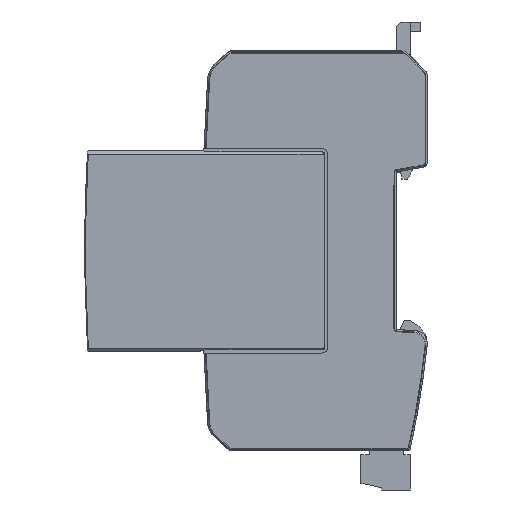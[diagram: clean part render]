
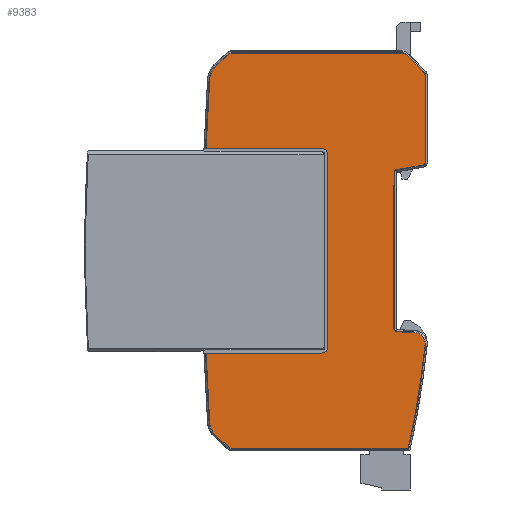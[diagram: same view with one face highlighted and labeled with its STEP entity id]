
A CAD part, left-side view. The second image highlights one B-rep face of the part: STEP entity #9383.
In plain terms, the highlighted planar face has unit normal (-1, 0, 0).
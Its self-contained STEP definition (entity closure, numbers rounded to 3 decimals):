
#2341=DIRECTION('',(0.,-0.935,0.356));
#2342=VECTOR('',#2341,0.445);
#2343=CARTESIAN_POINT('',(-9.,44.54,44.344));
#2344=LINE('',#2343,#2342);
#2348=CARTESIAN_POINT('',(-9.,5.764,42.982));
#2349=DIRECTION('',(1.,0.,0.));
#2350=DIRECTION('',(0.,0.,1.));
#2351=AXIS2_PLACEMENT_3D('',#2348,#2349,#2350);
#2356=CARTESIAN_POINT('',(-9.,45.,-0.015));
#2357=DIRECTION('',(1.,0.,0.));
#2358=DIRECTION('',(0.,-0.674,0.739));
#2359=AXIS2_PLACEMENT_3D('',#2356,#2357,#2358);
#2364=CARTESIAN_POINT('',(-9.,1.496,39.407));
#2365=DIRECTION('',(1.,0.,0.));
#2366=DIRECTION('',(0.,-0.741,0.671));
#2367=AXIS2_PLACEMENT_3D('',#2364,#2365,#2366);
#2372=CARTESIAN_POINT('',(-9.,0.998,19.804));
#2373=DIRECTION('',(1.,0.,0.));
#2374=DIRECTION('',(0.,-1.,0.));
#2375=AXIS2_PLACEMENT_3D('',#2372,#2373,#2374);
#2380=DIRECTION('',(0.,0.985,-0.174));
#2381=VECTOR('',#2380,6.101);
#2382=CARTESIAN_POINT('',(-9.,0.908,19.295));
#2383=LINE('',#2382,#2381);
#2387=CARTESIAN_POINT('',(-9.,6.798,17.564));
#2388=DIRECTION('',(-1.,0.,0.));
#2389=DIRECTION('',(0.,0.174,0.985));
#2390=AXIS2_PLACEMENT_3D('',#2387,#2388,#2389);
#2395=CARTESIAN_POINT('',(-9.,6.802,-17.579));
#2396=DIRECTION('',(-1.,0.,0.));
#2397=DIRECTION('',(0.,1.,0.));
#2398=AXIS2_PLACEMENT_3D('',#2395,#2396,#2397);
#2403=DIRECTION('',(0.,-0.999,-0.052));
#2404=VECTOR('',#2403,3.973);
#2405=CARTESIAN_POINT('',(-9.,6.837,-18.26));
#2406=LINE('',#2405,#2404);
#2410=CARTESIAN_POINT('',(-9.,3.002,-20.982));
#2411=DIRECTION('',(1.,0.,0.));
#2412=DIRECTION('',(0.,-0.052,0.999));
#2413=AXIS2_PLACEMENT_3D('',#2410,#2411,#2412);
#2418=CARTESIAN_POINT('',(-9.,198.975,-0.892));
#2419=DIRECTION('',(1.,0.,0.));
#2420=DIRECTION('',(0.,-0.995,-0.102));
#2421=AXIS2_PLACEMENT_3D('',#2418,#2419,#2420);
#2426=DIRECTION('',(0.,1.,0.));
#2427=VECTOR('',#2426,39.822);
#2428=CARTESIAN_POINT('',(-9.,4.29,-44.536));
#2429=LINE('',#2428,#2427);
#2433=DIRECTION('',(0.,0.935,0.356));
#2434=VECTOR('',#2433,0.465);
#2435=CARTESIAN_POINT('',(-9.,44.112,-44.54));
#2436=LINE('',#2435,#2434);
#2440=DIRECTION('',(0.,0.748,0.663));
#2441=VECTOR('',#2440,4.168);
#2442=CARTESIAN_POINT('',(-9.,44.546,-44.374));
#2443=LINE('',#2442,#2441);
#2447=CARTESIAN_POINT('',(-9.,44.476,-38.409));
#2448=DIRECTION('',(1.,0.,0.));
#2449=DIRECTION('',(0.,0.706,-0.708));
#2450=AXIS2_PLACEMENT_3D('',#2447,#2448,#2449);
#2455=DIRECTION('',(0.,0.052,0.999));
#2456=VECTOR('',#2455,15.556);
#2457=CARTESIAN_POINT('',(-9.,48.987,-38.643));
#2458=LINE('',#2457,#2456);
#2462=DIRECTION('',(0.,-1.,0.002));
#2463=VECTOR('',#2462,26.092);
#2464=CARTESIAN_POINT('',(-9.,49.792,-23.107));
#2465=LINE('',#2464,#2463);
#2469=CARTESIAN_POINT('',(-9.,23.702,-21.764));
#2470=DIRECTION('',(-1.,0.,0.));
#2471=DIRECTION('',(0.,-0.002,-1.));
#2472=AXIS2_PLACEMENT_3D('',#2469,#2470,#2471);
#2477=CARTESIAN_POINT('',(-9.,23.698,21.731));
#2478=DIRECTION('',(-1.,0.,0.));
#2479=DIRECTION('',(0.,-1.,0.));
#2480=AXIS2_PLACEMENT_3D('',#2477,#2478,#2479);
#2485=DIRECTION('',(0.,1.,0.002));
#2486=VECTOR('',#2485,26.091);
#2487=CARTESIAN_POINT('',(-9.,23.697,23.031));
#2488=LINE('',#2487,#2486);
#2492=DIRECTION('',(0.,-0.051,0.999));
#2493=VECTOR('',#2492,15.543);
#2494=CARTESIAN_POINT('',(-9.,49.788,23.079));
#2495=LINE('',#2494,#2493);
#2499=CARTESIAN_POINT('',(-9.,44.48,38.369));
#2500=DIRECTION('',(1.,0.,0.));
#2501=DIRECTION('',(0.,0.999,0.051));
#2502=AXIS2_PLACEMENT_3D('',#2499,#2500,#2501);
#2507=DIRECTION('',(0.,-0.75,0.662));
#2508=VECTOR('',#2507,3.911);
#2509=CARTESIAN_POINT('',(-9.,47.471,41.755));
#2510=LINE('',#2509,#2508);
#2626=DIRECTION('',(0.,0.,-1.));
#2627=VECTOR('',#2626,43.493);
#2628=CARTESIAN_POINT('',(-9.,22.398,21.731));
#2629=LINE('',#2628,#2627);
#7083=DIRECTION('',(0.,0.,1.));
#7084=VECTOR('',#7083,35.142);
#7085=CARTESIAN_POINT('',(-9.,7.484,-17.579));
#7086=LINE('',#7085,#7084);
#7180=DIRECTION('',(0.,0.,1.));
#7181=VECTOR('',#7180,19.602);
#7182=CARTESIAN_POINT('',(-9.,0.481,19.804));
#7183=LINE('',#7182,#7181);
#7278=DIRECTION('',(0.,1.,0.));
#7279=VECTOR('',#7278,38.36);
#7280=CARTESIAN_POINT('',(-9.,5.763,44.499));
#7281=LINE('',#7280,#7279);
#7912=CARTESIAN_POINT('',(-9.,0.498,-21.239));
#7913=CARTESIAN_POINT('',(-9.,4.29,-44.536));
#7914=VERTEX_POINT('',#7912);
#7915=VERTEX_POINT('',#7913);
#7916=CARTESIAN_POINT('',(-9.,44.54,44.344));
#7917=CARTESIAN_POINT('',(-9.,44.124,44.502));
#7918=VERTEX_POINT('',#7916);
#7919=VERTEX_POINT('',#7917);
#7920=CARTESIAN_POINT('',(-9.,5.763,44.499));
#7921=VERTEX_POINT('',#7920);
#7922=CARTESIAN_POINT('',(-9.,4.741,44.102));
#7923=VERTEX_POINT('',#7922);
#7924=CARTESIAN_POINT('',(-9.,0.742,40.09));
#7925=VERTEX_POINT('',#7924);
#7926=CARTESIAN_POINT('',(-9.,0.479,39.407));
#7927=VERTEX_POINT('',#7926);
#7928=CARTESIAN_POINT('',(-9.,0.481,19.804));
#7929=VERTEX_POINT('',#7928);
#7930=CARTESIAN_POINT('',(-9.,0.908,19.295));
#7931=VERTEX_POINT('',#7930);
#7932=CARTESIAN_POINT('',(-9.,6.917,18.236));
#7933=VERTEX_POINT('',#7932);
#7934=CARTESIAN_POINT('',(-9.,7.481,17.564));
#7935=VERTEX_POINT('',#7934);
#7936=CARTESIAN_POINT('',(-9.,7.484,-17.579));
#7937=VERTEX_POINT('',#7936);
#7938=CARTESIAN_POINT('',(-9.,6.837,-18.26));
#7939=VERTEX_POINT('',#7938);
#7940=CARTESIAN_POINT('',(-9.,2.87,-18.469));
#7941=VERTEX_POINT('',#7940);
#7942=CARTESIAN_POINT('',(-9.,44.112,-44.54));
#7943=VERTEX_POINT('',#7942);
#7944=CARTESIAN_POINT('',(-9.,44.546,-44.374));
#7945=VERTEX_POINT('',#7944);
#7946=CARTESIAN_POINT('',(-9.,47.665,-41.609));
#7947=VERTEX_POINT('',#7946);
#7948=CARTESIAN_POINT('',(-9.,48.987,-38.643));
#7949=VERTEX_POINT('',#7948);
#7950=CARTESIAN_POINT('',(-9.,49.792,-23.107));
#7951=VERTEX_POINT('',#7950);
#7952=CARTESIAN_POINT('',(-9.,23.7,-23.064));
#7953=VERTEX_POINT('',#7952);
#7954=CARTESIAN_POINT('',(-9.,22.402,-21.762));
#7955=VERTEX_POINT('',#7954);
#7956=CARTESIAN_POINT('',(-9.,22.398,21.731));
#7957=VERTEX_POINT('',#7956);
#7958=CARTESIAN_POINT('',(-9.,23.697,23.031));
#7959=VERTEX_POINT('',#7958);
#7960=CARTESIAN_POINT('',(-9.,49.788,23.079));
#7961=VERTEX_POINT('',#7960);
#7962=CARTESIAN_POINT('',(-9.,48.992,38.601));
#7963=VERTEX_POINT('',#7962);
#7964=CARTESIAN_POINT('',(-9.,47.471,41.755));
#7965=VERTEX_POINT('',#7964);
#9323=CARTESIAN_POINT('',(-9.,56.3,1.161));
#9324=DIRECTION('',(1.,0.,0.));
#9325=DIRECTION('',(0.,0.,-1.));
#9326=AXIS2_PLACEMENT_3D('',#9323,#9324,#9325);
#9327=PLANE('',#9326);
#9329=ORIENTED_EDGE('',*,*,#9328,.T.);
#9331=ORIENTED_EDGE('',*,*,#9330,.F.);
#9333=ORIENTED_EDGE('',*,*,#9332,.T.);
#9335=ORIENTED_EDGE('',*,*,#9334,.T.);
#9337=ORIENTED_EDGE('',*,*,#9336,.T.);
#9339=ORIENTED_EDGE('',*,*,#9338,.F.);
#9341=ORIENTED_EDGE('',*,*,#9340,.T.);
#9343=ORIENTED_EDGE('',*,*,#9342,.T.);
#9345=ORIENTED_EDGE('',*,*,#9344,.T.);
#9347=ORIENTED_EDGE('',*,*,#9346,.F.);
#9349=ORIENTED_EDGE('',*,*,#9348,.T.);
#9351=ORIENTED_EDGE('',*,*,#9350,.T.);
#9353=ORIENTED_EDGE('',*,*,#9352,.T.);
#9354=ORIENTED_EDGE('',*,*,#9313,.T.);
#9356=ORIENTED_EDGE('',*,*,#9355,.T.);
#9358=ORIENTED_EDGE('',*,*,#9357,.T.);
#9360=ORIENTED_EDGE('',*,*,#9359,.T.);
#9362=ORIENTED_EDGE('',*,*,#9361,.T.);
#9364=ORIENTED_EDGE('',*,*,#9363,.T.);
#9366=ORIENTED_EDGE('',*,*,#9365,.T.);
#9368=ORIENTED_EDGE('',*,*,#9367,.T.);
#9370=ORIENTED_EDGE('',*,*,#9369,.F.);
#9372=ORIENTED_EDGE('',*,*,#9371,.T.);
#9374=ORIENTED_EDGE('',*,*,#9373,.T.);
#9376=ORIENTED_EDGE('',*,*,#9375,.T.);
#9378=ORIENTED_EDGE('',*,*,#9377,.T.);
#9380=ORIENTED_EDGE('',*,*,#9379,.T.);
#9381=EDGE_LOOP('',(#9329,#9331,#9333,#9335,#9337,#9339,#9341,#9343,#9345,#9347,
#9349,#9351,#9353,#9354,#9356,#9358,#9360,#9362,#9364,#9366,#9368,#9370,#9372,
#9374,#9376,#9378,#9380));
#9382=FACE_OUTER_BOUND('',#9381,.F.);
#2352=CIRCLE('',#2351,1.517);
#2360=CIRCLE('',#2359,59.725);
#2368=CIRCLE('',#2367,1.017);
#2376=CIRCLE('',#2375,0.517);
#2391=CIRCLE('',#2390,0.683);
#2399=CIRCLE('',#2398,0.683);
#2414=CIRCLE('',#2413,2.517);
#2422=CIRCLE('',#2421,199.517);
#2451=CIRCLE('',#2450,4.517);
#2473=CIRCLE('',#2472,1.3);
#2481=CIRCLE('',#2480,1.3);
#2503=CIRCLE('',#2502,4.517);
#9313=EDGE_CURVE('',#7914,#7915,#2422,.T.);
#9328=EDGE_CURVE('',#7918,#7919,#2344,.T.);
#9330=EDGE_CURVE('',#7921,#7919,#7281,.T.);
#9332=EDGE_CURVE('',#7921,#7923,#2352,.T.);
#9334=EDGE_CURVE('',#7923,#7925,#2360,.T.);
#9336=EDGE_CURVE('',#7925,#7927,#2368,.T.);
#9338=EDGE_CURVE('',#7929,#7927,#7183,.T.);
#9340=EDGE_CURVE('',#7929,#7931,#2376,.T.);
#9342=EDGE_CURVE('',#7931,#7933,#2383,.T.);
#9344=EDGE_CURVE('',#7933,#7935,#2391,.T.);
#9346=EDGE_CURVE('',#7937,#7935,#7086,.T.);
#9348=EDGE_CURVE('',#7937,#7939,#2399,.T.);
#9350=EDGE_CURVE('',#7939,#7941,#2406,.T.);
#9352=EDGE_CURVE('',#7941,#7914,#2414,.T.);
#9355=EDGE_CURVE('',#7915,#7943,#2429,.T.);
#9357=EDGE_CURVE('',#7943,#7945,#2436,.T.);
#9359=EDGE_CURVE('',#7945,#7947,#2443,.T.);
#9361=EDGE_CURVE('',#7947,#7949,#2451,.T.);
#9363=EDGE_CURVE('',#7949,#7951,#2458,.T.);
#9365=EDGE_CURVE('',#7951,#7953,#2465,.T.);
#9367=EDGE_CURVE('',#7953,#7955,#2473,.T.);
#9369=EDGE_CURVE('',#7957,#7955,#2629,.T.);
#9371=EDGE_CURVE('',#7957,#7959,#2481,.T.);
#9373=EDGE_CURVE('',#7959,#7961,#2488,.T.);
#9375=EDGE_CURVE('',#7961,#7963,#2495,.T.);
#9377=EDGE_CURVE('',#7963,#7965,#2503,.T.);
#9379=EDGE_CURVE('',#7965,#7918,#2510,.T.);
#9383=ADVANCED_FACE('',(#9382),#9327,.F.);
